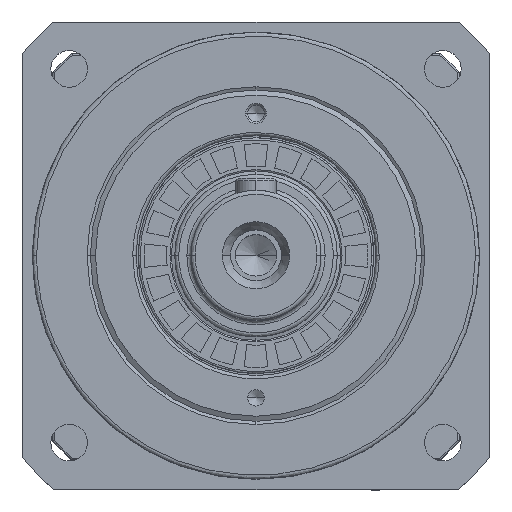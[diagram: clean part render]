
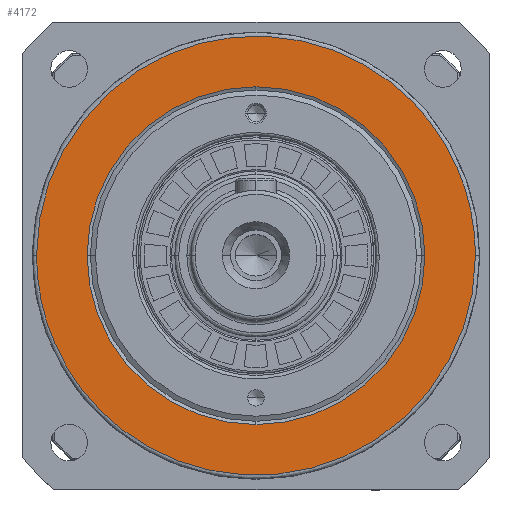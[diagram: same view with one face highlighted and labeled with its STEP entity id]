
A CAD part, top view. The second image highlights one B-rep face of the part: STEP entity #4172.
In plain terms, the highlighted planar face has unit normal (0, 0, 1).
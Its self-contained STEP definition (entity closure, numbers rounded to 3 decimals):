
#2378 = DIRECTION ( 'NONE',  ( 0., -1., 0. ) ) ;
#2436 = DIRECTION ( 'NONE',  ( 0., 0., -1. ) ) ;
#2469 = CARTESIAN_POINT ( 'NONE',  ( 0., 0., 72.5 ) ) ;
#2648 = EDGE_CURVE ( 'NONE', #8534, #6015, #23029, .T. ) ;
#4172 = ADVANCED_FACE ( 'NONE', ( #18095, #18120 ), #13783, .T. ) ;
#5342 = EDGE_LOOP ( 'NONE', ( #11531, #17652 ) ) ;
#5823 = DIRECTION ( 'NONE',  ( 0., -1., 0. ) ) ;
#5881 = AXIS2_PLACEMENT_3D ( 'NONE', #2469, #2436, #2378 ) ;
#5921 = DIRECTION ( 'NONE',  ( 0., 0., -1. ) ) ;
#6013 = CARTESIAN_POINT ( 'NONE',  ( 0., 0., 72.5 ) ) ;
#6015 = VERTEX_POINT ( 'NONE', #8022 ) ;
#7547 = EDGE_LOOP ( 'NONE', ( #7686, #24063 ) ) ;
#7686 = ORIENTED_EDGE ( 'NONE', *, *, #16505, .T. ) ;
#7900 = CIRCLE ( 'NONE', #13372, 41.55 ) ;
#8022 = CARTESIAN_POINT ( 'NONE',  ( -54., 0., 72.5 ) ) ;
#8534 = VERTEX_POINT ( 'NONE', #23439 ) ;
#9216 = CARTESIAN_POINT ( 'NONE',  ( -54., 0., 72.5 ) ) ;
#9225 = CARTESIAN_POINT ( 'NONE',  ( 54., -108., 72.5 ) ) ;
#9251 = CARTESIAN_POINT ( 'NONE',  ( -54., -108., 72.5 ) ) ;
#9379 = CARTESIAN_POINT ( 'NONE',  ( 54., 0., 72.5 ) ) ;
#11531 = ORIENTED_EDGE ( 'NONE', *, *, #19645, .F. ) ;
#12880 = CARTESIAN_POINT ( 'NONE',  ( 0., -41.55, 72.5 ) ) ;
#13372 = AXIS2_PLACEMENT_3D ( 'NONE', #6013, #5921, #5823 ) ;
#13740 = DIRECTION ( 'NONE',  ( 1., 0., 0. ) ) ;
#13746 = DIRECTION ( 'NONE',  ( 0., 0., 1. ) ) ;
#13783 = PLANE ( 'NONE',  #15349 ) ;
#14094 = CARTESIAN_POINT ( 'NONE',  ( 0., 0., 72.5 ) ) ;
#14543 = CARTESIAN_POINT ( 'NONE',  ( 0., 41.55, 72.5 ) ) ;
#15349 = AXIS2_PLACEMENT_3D ( 'NONE', #14094, #13746, #13740 ) ;
#16505 = EDGE_CURVE ( 'NONE', #17641, #18148, #7900, .T. ) ;
#17641 = VERTEX_POINT ( 'NONE', #12880 ) ;
#17652 = ORIENTED_EDGE ( 'NONE', *, *, #2648, .F. ) ;
#18095 = FACE_BOUND ( 'NONE', #7547, .T. ) ;
#18120 = FACE_OUTER_BOUND ( 'NONE', #5342, .T. ) ;
#18148 = VERTEX_POINT ( 'NONE', #14543 ) ;
#19436 = EDGE_CURVE ( 'NONE', #18148, #17641, #25797, .T. ) ;
#19645 = EDGE_CURVE ( 'NONE', #6015, #8534, #26113, .T. ) ;
#23029 =( BOUNDED_CURVE ( )  B_SPLINE_CURVE ( 3, ( #9379, #9225, #9251, #9216 ),
 .UNSPECIFIED., .F., .F. ) 
 B_SPLINE_CURVE_WITH_KNOTS ( ( 4, 4 ),
 ( 0., 1. ),
 .UNSPECIFIED. ) 
 CURVE ( )  GEOMETRIC_REPRESENTATION_ITEM ( )  RATIONAL_B_SPLINE_CURVE ( ( 1., 0.333, 0.333, 1. ) ) 
 REPRESENTATION_ITEM ( '' )  );
#23439 = CARTESIAN_POINT ( 'NONE',  ( 54., 0., 72.5 ) ) ;
#24063 = ORIENTED_EDGE ( 'NONE', *, *, #19436, .T. ) ;
#25646 = CARTESIAN_POINT ( 'NONE',  ( 54., 0., 72.5 ) ) ;
#25738 = CARTESIAN_POINT ( 'NONE',  ( 54., 108., 72.5 ) ) ;
#25797 = CIRCLE ( 'NONE', #5881, 41.55 ) ;
#25834 = CARTESIAN_POINT ( 'NONE',  ( -54., 0., 72.5 ) ) ;
#26113 =( BOUNDED_CURVE ( )  B_SPLINE_CURVE ( 3, ( #25834, #26391, #25738, #25646 ),
 .UNSPECIFIED., .F., .T. ) 
 B_SPLINE_CURVE_WITH_KNOTS ( ( 4, 4 ),
 ( 0., 1. ),
 .UNSPECIFIED. ) 
 CURVE ( )  GEOMETRIC_REPRESENTATION_ITEM ( )  RATIONAL_B_SPLINE_CURVE ( ( 1., 0.333, 0.333, 1. ) ) 
 REPRESENTATION_ITEM ( '' )  );
#26391 = CARTESIAN_POINT ( 'NONE',  ( -54., 108., 72.5 ) ) ;
